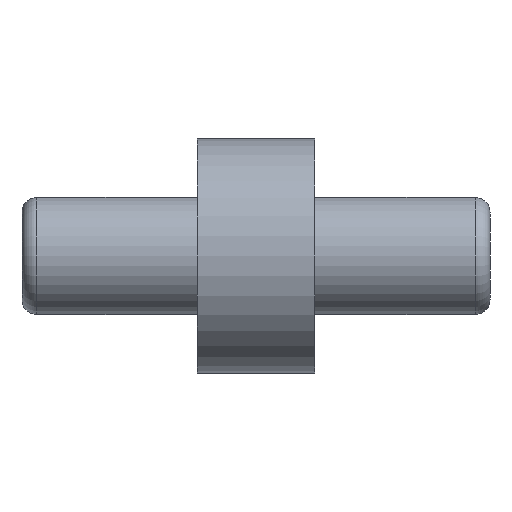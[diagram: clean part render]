
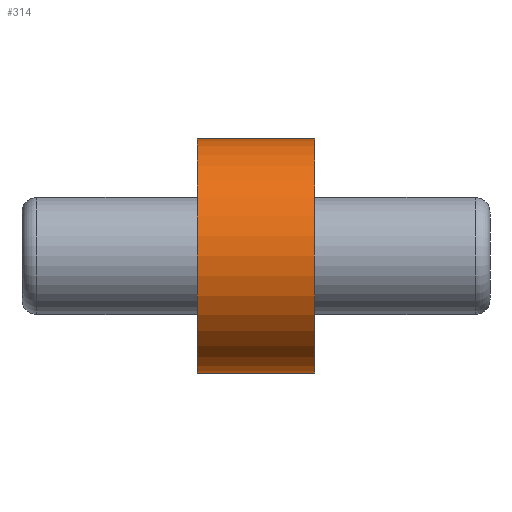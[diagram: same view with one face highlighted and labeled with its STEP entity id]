
A CAD part, left-side view. The second image highlights one B-rep face of the part: STEP entity #314.
In plain terms, the highlighted cylindrical face has radius 20 mm (diameter 40 mm), a partial arc.
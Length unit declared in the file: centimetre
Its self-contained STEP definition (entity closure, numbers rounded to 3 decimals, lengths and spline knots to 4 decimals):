
#9 = DIRECTION ( 'NONE',  ( 0., 0., 1. ) ) ;
#18 = CARTESIAN_POINT ( 'NONE',  ( -20., -1., -2. ) ) ;
#20 = CARTESIAN_POINT ( 'NONE',  ( -20., 1., 2. ) ) ;
#42 = DIRECTION ( 'NONE',  ( 0., -1., 0. ) ) ;
#81 = CARTESIAN_POINT ( 'NONE',  ( -20., 1., -2. ) ) ;
#90 = FACE_OUTER_BOUND ( 'NONE', #441, .T. ) ;
#92 = CYLINDRICAL_SURFACE ( 'NONE', #585, 2. ) ;
#110 = AXIS2_PLACEMENT_3D ( 'NONE', #114, #624, #124 ) ;
#114 = CARTESIAN_POINT ( 'NONE',  ( -20., -1., 0. ) ) ;
#124 = DIRECTION ( 'NONE',  ( 0., 0., 1. ) ) ;
#142 = AXIS2_PLACEMENT_3D ( 'NONE', #374, #481, #9 ) ;
#150 = CARTESIAN_POINT ( 'NONE',  ( -20., 1., -2. ) ) ;
#162 = VECTOR ( 'NONE', #603, 100. ) ;
#191 = EDGE_CURVE ( 'NONE', #634, #353, #439, .T. ) ;
#231 = VERTEX_POINT ( 'NONE', #18 ) ;
#243 = EDGE_CURVE ( 'NONE', #231, #653, #519, .T. ) ;
#256 = ORIENTED_EDGE ( 'NONE', *, *, #191, .F. ) ;
#297 = DIRECTION ( 'NONE',  ( 0., 0., -1. ) ) ;
#314 = ADVANCED_FACE ( 'NONE', ( #90 ), #92, .T. ) ;
#332 = CARTESIAN_POINT ( 'NONE',  ( -20., -1., 2. ) ) ;
#353 = VERTEX_POINT ( 'NONE', #644 ) ;
#374 = CARTESIAN_POINT ( 'NONE',  ( -20., 1., 0. ) ) ;
#378 = ORIENTED_EDGE ( 'NONE', *, *, #243, .T. ) ;
#380 = VECTOR ( 'NONE', #584, 100. ) ;
#385 = EDGE_CURVE ( 'NONE', #634, #231, #558, .T. ) ;
#439 = CIRCLE ( 'NONE', #142, 2. ) ;
#441 = EDGE_LOOP ( 'NONE', ( #378, #498, #256, #549 ) ) ;
#481 = DIRECTION ( 'NONE',  ( 0., 1., 0. ) ) ;
#483 = LINE ( 'NONE', #20, #380 ) ;
#498 = ORIENTED_EDGE ( 'NONE', *, *, #662, .F. ) ;
#519 = CIRCLE ( 'NONE', #110, 2. ) ;
#549 = ORIENTED_EDGE ( 'NONE', *, *, #385, .T. ) ;
#558 = LINE ( 'NONE', #150, #162 ) ;
#584 = DIRECTION ( 'NONE',  ( 0., -1., 0. ) ) ;
#585 = AXIS2_PLACEMENT_3D ( 'NONE', #663, #42, #297 ) ;
#603 = DIRECTION ( 'NONE',  ( 0., -1., 0. ) ) ;
#624 = DIRECTION ( 'NONE',  ( 0., 1., 0. ) ) ;
#634 = VERTEX_POINT ( 'NONE', #81 ) ;
#644 = CARTESIAN_POINT ( 'NONE',  ( -20., 1., 2. ) ) ;
#653 = VERTEX_POINT ( 'NONE', #332 ) ;
#662 = EDGE_CURVE ( 'NONE', #353, #653, #483, .T. ) ;
#663 = CARTESIAN_POINT ( 'NONE',  ( -20., 1., 0. ) ) ;
